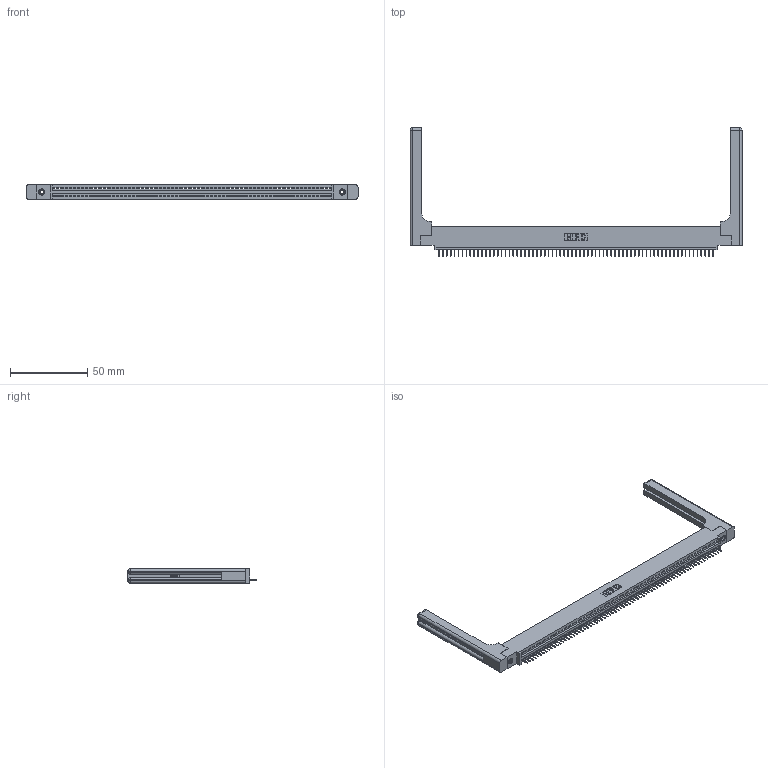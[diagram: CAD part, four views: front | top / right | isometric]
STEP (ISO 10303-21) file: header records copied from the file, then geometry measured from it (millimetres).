
FILE_DESCRIPTION (( 'STEP AP203' ), '1' );
FILE_NAME ('395-071-524-458.STEP', '2019-10-26T04:35:54', ( '' ), ( '' ), 'SwSTEP 2.0', 'SolidWorks 2016', '' );
FILE_SCHEMA (( 'CONFIG_CONTROL_DESIGN' ));
Length unit declared in the file: inch
Products named in the file (5): 345-220-058_345-220-058; 345 Part_0.110 Offset - 0.156 Dia-TH; 345-250-001_345-250-001-102; 345-292-001_345-293-124; 395-071-524-458
Assembly tree (76 placements, depth 2):
  395-071-524-458
    345 Part_0.110 Offset - 0.156 Dia-TH
    345-292-001_345-293-124  x71
    345-250-001_345-250-001-102  x2
    345-220-058_345-220-058  x2
Bounding box: 215.37 x 83.11 x 9.4 mm (x, y, z)
Volume: 28844.4 mm3; surface area: 31914.1 mm2
Topology: 76 solids, 76 shells, 4788 faces, 13799 edges, 8894 vertices
Faces by surface type: plane 3498, cylinder 1230, bspline 36, cone 12, sphere 8, torus 4
Entity records: 54920 total; most frequent: CARTESIAN_POINT 10482, ORIENTED_EDGE 9284, DIRECTION 8060, EDGE_CURVE 4642, VECTOR 4138, LINE 4138, VERTEX_POINT 3082, AXIS2_PLACEMENT_3D 1961
